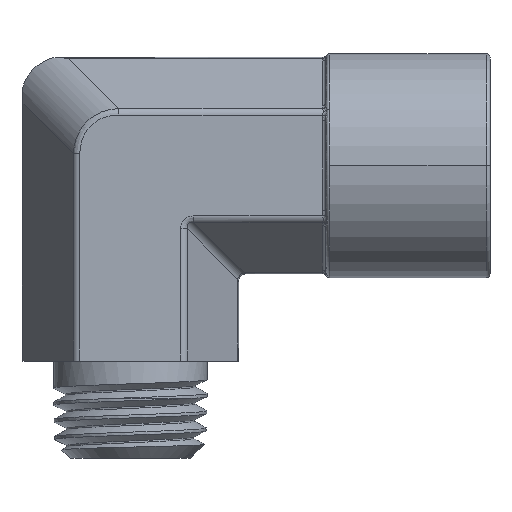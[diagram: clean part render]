
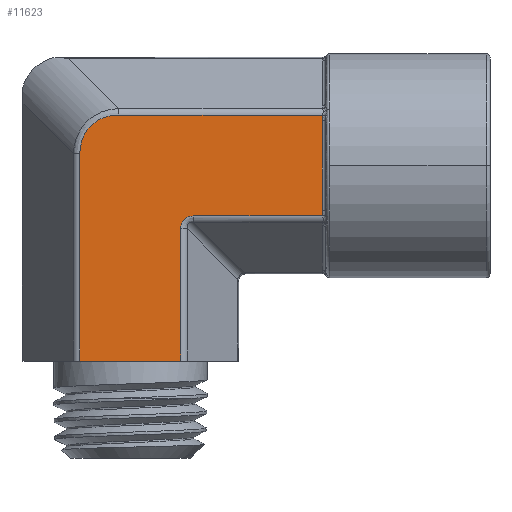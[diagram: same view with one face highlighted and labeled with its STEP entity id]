
A CAD part, top view. The second image highlights one B-rep face of the part: STEP entity #11623.
In plain terms, the highlighted planar face has unit normal (0, 0, 1).
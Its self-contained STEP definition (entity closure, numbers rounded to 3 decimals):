
#476=DIRECTION('',(0.,-1.,0.));
#477=VECTOR('',#476,6.001);
#478=CARTESIAN_POINT('',(12.85,3.,6.35));
#479=LINE('',#478,#477);
#483=CARTESIAN_POINT('',(12.85,-3.,6.35));
#484=CARTESIAN_POINT('',(12.85,-3.042,6.35));
#485=CARTESIAN_POINT('',(12.852,-3.125,6.35));
#486=CARTESIAN_POINT('',(12.86,-3.251,6.35));
#487=CARTESIAN_POINT('',(12.871,-3.335,6.35));
#488=CARTESIAN_POINT('',(12.878,-3.377,6.35));
#493=DIRECTION('',(-1.,0.,0.));
#494=VECTOR('',#493,8.634);
#495=CARTESIAN_POINT('',(12.878,-3.377,6.35));
#496=LINE('',#495,#494);
#500=CARTESIAN_POINT('',(3.377,-4.244,6.35));
#501=CARTESIAN_POINT('',(3.377,-4.217,6.35));
#502=CARTESIAN_POINT('',(3.379,-4.166,6.35));
#503=CARTESIAN_POINT('',(3.388,-4.09,6.35));
#504=CARTESIAN_POINT('',(3.401,-4.019,6.35));
#505=CARTESIAN_POINT('',(3.42,-3.951,6.35));
#506=CARTESIAN_POINT('',(3.443,-3.888,6.35));
#507=CARTESIAN_POINT('',(3.469,-3.829,6.35));
#508=CARTESIAN_POINT('',(3.498,-3.776,6.35));
#509=CARTESIAN_POINT('',(3.529,-3.726,6.35));
#510=CARTESIAN_POINT('',(3.563,-3.681,6.35));
#511=CARTESIAN_POINT('',(3.6,-3.639,6.35));
#512=CARTESIAN_POINT('',(3.639,-3.6,6.35));
#513=CARTESIAN_POINT('',(3.681,-3.563,6.35));
#514=CARTESIAN_POINT('',(3.726,-3.529,6.35));
#515=CARTESIAN_POINT('',(3.776,-3.497,6.35));
#516=CARTESIAN_POINT('',(3.83,-3.468,6.35));
#517=CARTESIAN_POINT('',(3.888,-3.442,6.35));
#518=CARTESIAN_POINT('',(3.951,-3.42,6.35));
#519=CARTESIAN_POINT('',(4.019,-3.401,6.35));
#520=CARTESIAN_POINT('',(4.091,-3.388,6.35));
#521=CARTESIAN_POINT('',(4.166,-3.379,6.35));
#522=CARTESIAN_POINT('',(4.217,-3.377,6.35));
#523=CARTESIAN_POINT('',(4.244,-3.377,6.35));
#528=DIRECTION('',(0.,1.,0.));
#529=VECTOR('',#528,8.856);
#530=CARTESIAN_POINT('',(3.377,-13.1,6.35));
#531=LINE('',#530,#529);
#535=DIRECTION('',(0.,1.,0.));
#536=VECTOR('',#535,13.879);
#537=CARTESIAN_POINT('',(-3.377,-13.1,6.35));
#538=LINE('',#537,#536);
#542=CARTESIAN_POINT('',(-0.779,3.377,6.35));
#543=CARTESIAN_POINT('',(-0.84,3.377,6.35));
#544=CARTESIAN_POINT('',(-0.96,3.374,6.35));
#545=CARTESIAN_POINT('',(-1.134,3.359,6.35));
#546=CARTESIAN_POINT('',(-1.303,3.335,6.35));
#547=CARTESIAN_POINT('',(-1.465,3.302,6.35));
#548=CARTESIAN_POINT('',(-1.622,3.26,6.35));
#549=CARTESIAN_POINT('',(-1.773,3.21,6.35));
#550=CARTESIAN_POINT('',(-1.918,3.152,6.35));
#551=CARTESIAN_POINT('',(-2.056,3.086,6.35));
#552=CARTESIAN_POINT('',(-2.189,3.013,6.35));
#553=CARTESIAN_POINT('',(-2.315,2.933,6.35));
#554=CARTESIAN_POINT('',(-2.434,2.846,6.35));
#555=CARTESIAN_POINT('',(-2.547,2.753,6.35));
#556=CARTESIAN_POINT('',(-2.653,2.653,6.35));
#557=CARTESIAN_POINT('',(-2.753,2.547,6.35));
#558=CARTESIAN_POINT('',(-2.846,2.434,6.35));
#559=CARTESIAN_POINT('',(-2.933,2.315,6.35));
#560=CARTESIAN_POINT('',(-3.013,2.189,6.35));
#561=CARTESIAN_POINT('',(-3.086,2.056,6.35));
#562=CARTESIAN_POINT('',(-3.152,1.918,6.35));
#563=CARTESIAN_POINT('',(-3.21,1.773,6.35));
#564=CARTESIAN_POINT('',(-3.26,1.622,6.35));
#565=CARTESIAN_POINT('',(-3.302,1.465,6.35));
#566=CARTESIAN_POINT('',(-3.335,1.303,6.35));
#567=CARTESIAN_POINT('',(-3.359,1.134,6.35));
#568=CARTESIAN_POINT('',(-3.374,0.96,6.35));
#569=CARTESIAN_POINT('',(-3.377,0.84,6.35));
#570=CARTESIAN_POINT('',(-3.377,0.779,6.35));
#575=DIRECTION('',(1.,0.,0.));
#576=VECTOR('',#575,13.657);
#577=CARTESIAN_POINT('',(-0.779,3.377,6.35));
#578=LINE('',#577,#576);
#582=CARTESIAN_POINT('',(12.878,3.377,6.35));
#583=CARTESIAN_POINT('',(12.87,3.332,6.35));
#584=CARTESIAN_POINT('',(12.86,3.242,6.35));
#585=CARTESIAN_POINT('',(12.851,3.117,6.35));
#586=CARTESIAN_POINT('',(12.85,3.038,6.35));
#587=CARTESIAN_POINT('',(12.85,3.,6.35));
#1015=DIRECTION('',(-1.,0.,0.));
#1016=VECTOR('',#1015,6.755);
#1017=CARTESIAN_POINT('',(3.377,-13.1,6.35));
#1018=LINE('',#1017,#1016);
#10767=CARTESIAN_POINT('',(3.377,-13.1,6.35));
#10768=CARTESIAN_POINT('',(3.377,-4.244,
6.35));
#10769=VERTEX_POINT('',#10767);
#10770=VERTEX_POINT('',#10768);
#10773=VERTEX_POINT('',#523);
#10798=CARTESIAN_POINT('',(-3.377,-13.1,6.35));
#10799=CARTESIAN_POINT('',(-3.377,0.779,6.35));
#10800=VERTEX_POINT('',#10798);
#10801=VERTEX_POINT('',#10799);
#10814=CARTESIAN_POINT('',(-0.779,3.377,6.35));
#10815=VERTEX_POINT('',#10814);
#10985=CARTESIAN_POINT('',(12.85,3.,6.35));
#10986=CARTESIAN_POINT('',(12.85,-3.,6.35));
#10987=VERTEX_POINT('',#10985);
#10988=VERTEX_POINT('',#10986);
#11033=CARTESIAN_POINT('',(12.878,-3.377,6.35));
#11034=VERTEX_POINT('',#11033);
#11047=CARTESIAN_POINT('',(12.878,3.377,6.35));
#11048=VERTEX_POINT('',#11047);
#11597=CARTESIAN_POINT('',(0.,3.666,6.35));
#11598=DIRECTION('',(0.,0.,1.));
#11599=DIRECTION('',(0.,-1.,0.));
#11600=AXIS2_PLACEMENT_3D('',#11597,#11598,#11599);
#11601=PLANE('',#11600);
#11603=ORIENTED_EDGE('',*,*,#11602,.T.);
#11605=ORIENTED_EDGE('',*,*,#11604,.T.);
#11606=ORIENTED_EDGE('',*,*,#11588,.T.);
#11608=ORIENTED_EDGE('',*,*,#11607,.F.);
#11610=ORIENTED_EDGE('',*,*,#11609,.F.);
#11612=ORIENTED_EDGE('',*,*,#11611,.T.);
#11614=ORIENTED_EDGE('',*,*,#11613,.T.);
#11616=ORIENTED_EDGE('',*,*,#11615,.F.);
#11618=ORIENTED_EDGE('',*,*,#11617,.T.);
#11620=ORIENTED_EDGE('',*,*,#11619,.T.);
#11621=EDGE_LOOP('',(#11603,#11605,#11606,#11608,#11610,#11612,#11614,#11616,
#11618,#11620));
#11622=FACE_OUTER_BOUND('',#11621,.F.);
#489=B_SPLINE_CURVE_WITH_KNOTS('',3,(#483,#484,#485,#486,#487,#488),
.UNSPECIFIED.,.F.,.F.,(4,1,1,4),(0.,0.333,0.667,1.),
.UNSPECIFIED.);
#524=B_SPLINE_CURVE_WITH_KNOTS('',3,(#500,#501,#502,#503,#504,#505,#506,#507,
#508,#509,#510,#511,#512,#513,#514,#515,#516,#517,#518,#519,#520,#521,#522,
#523),.UNSPECIFIED.,.F.,.F.,(4,1,1,1,1,1,1,1,1,1,1,1,1,1,1,1,1,1,1,1,1,4),(0.,
0.048,0.095,0.143,0.19,
0.238,0.286,0.333,0.381,
0.429,0.476,0.524,0.571,
0.619,0.667,0.714,0.762,
0.81,0.857,0.905,0.952,1.),
.UNSPECIFIED.);
#571=B_SPLINE_CURVE_WITH_KNOTS('',3,(#542,#543,#544,#545,#546,#547,#548,#549,
#550,#551,#552,#553,#554,#555,#556,#557,#558,#559,#560,#561,#562,#563,#564,#565,
#566,#567,#568,#569,#570),.UNSPECIFIED.,.F.,.F.,(4,1,1,1,1,1,1,1,1,1,1,1,1,1,1,
1,1,1,1,1,1,1,1,1,1,1,4),(0.,0.038,0.077,
0.115,0.154,0.192,0.231,
0.269,0.308,0.346,0.385,
0.423,0.462,0.5,0.538,0.577,
0.615,0.654,0.692,0.731,
0.769,0.808,0.846,0.885,
0.923,0.962,1.),.UNSPECIFIED.);
#588=B_SPLINE_CURVE_WITH_KNOTS('',3,(#582,#583,#584,#585,#586,#587),
.UNSPECIFIED.,.F.,.F.,(4,1,1,4),(0.,0.333,0.667,1.),
.UNSPECIFIED.);
#11588=EDGE_CURVE('',#11034,#10773,#496,.T.);
#11602=EDGE_CURVE('',#10987,#10988,#479,.T.);
#11604=EDGE_CURVE('',#10988,#11034,#489,.T.);
#11607=EDGE_CURVE('',#10770,#10773,#524,.T.);
#11609=EDGE_CURVE('',#10769,#10770,#531,.T.);
#11611=EDGE_CURVE('',#10769,#10800,#1018,.T.);
#11613=EDGE_CURVE('',#10800,#10801,#538,.T.);
#11615=EDGE_CURVE('',#10815,#10801,#571,.T.);
#11617=EDGE_CURVE('',#10815,#11048,#578,.T.);
#11619=EDGE_CURVE('',#11048,#10987,#588,.T.);
#11623=ADVANCED_FACE('',(#11622),#11601,.T.);
